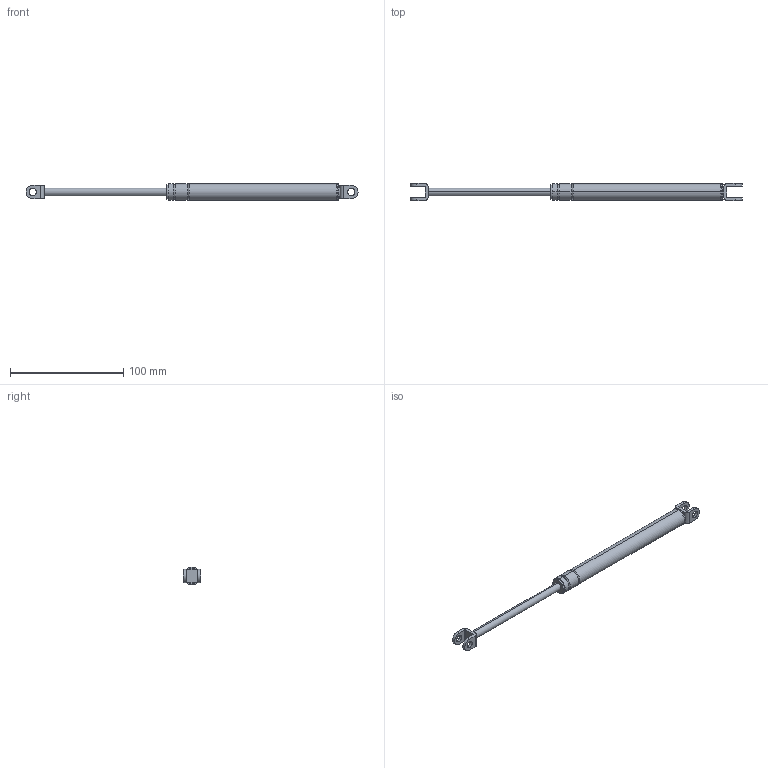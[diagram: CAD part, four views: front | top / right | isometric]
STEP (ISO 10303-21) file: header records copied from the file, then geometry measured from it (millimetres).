
FILE_DESCRIPTION( (''), '2;1');
FILE_NAME ('PC50.20848.TM_367_100_8_21548.stp','2020-10-21T16:50:48',(''),(''),'spGate 16.7.1','','');
FILE_SCHEMA (('AUTOMOTIVE_DESIGN'));
Length unit declared in the file: millimetre
Products named in the file (3): Assembly; TM_367_100_8; TM_367_100_8_div
Assembly tree (2 placements, depth 2):
  Assembly
    TM_367_100_8
    TM_367_100_8_div
Bounding box: 293 x 15.5 x 15.5 mm (x, y, z)
Volume: 32989.5 mm3; surface area: 12078.2 mm2
Topology: 2 solids, 2 shells, 62 faces, 152 edges, 96 vertices
Faces by surface type: cylinder 30, plane 22, bspline 10
Entity records: 3256 total; most frequent: CARTESIAN_POINT 506, DIRECTION 312, ORIENTED_EDGE 304, COLOUR_RGB 216, PRESENTATION_STYLE_ASSIGNMENT 216, STYLED_ITEM 216, EDGE_CURVE 152, DRAUGHTING_PRE_DEFINED_CURVE_FONT 152
